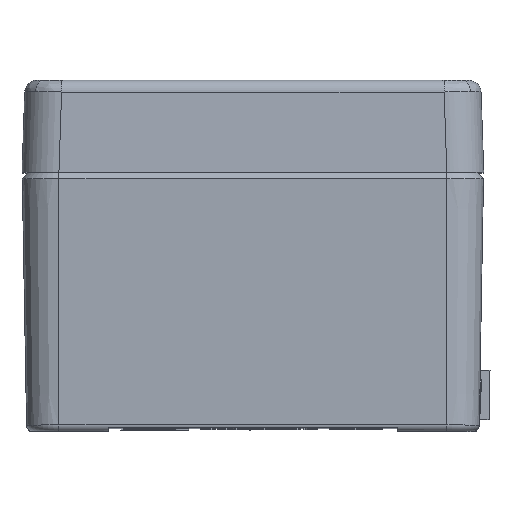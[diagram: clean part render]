
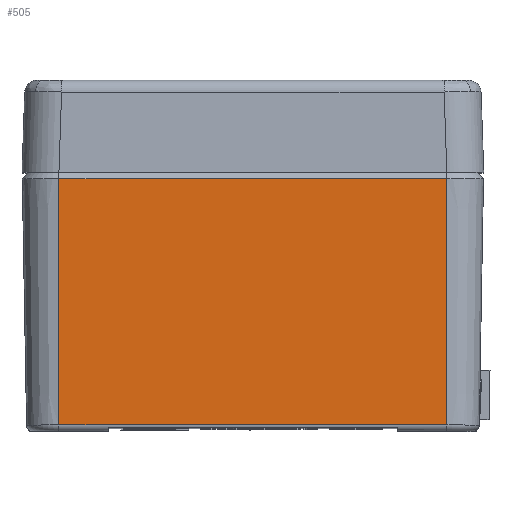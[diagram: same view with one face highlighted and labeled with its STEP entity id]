
A CAD part, top view. The second image highlights one B-rep face of the part: STEP entity #505.
In plain terms, the highlighted planar face has unit normal (0, -0.018, 1).
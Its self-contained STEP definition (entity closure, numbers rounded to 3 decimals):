
#505 = ADVANCED_FACE ( 'NONE', ( #2066 ), #2975, .T. ) ;
#751 = EDGE_CURVE ( 'NONE', #22973, #22969, #2232, .T. ) ;
#753 = EDGE_CURVE ( 'NONE', #22966, #22973, #2233, .T. ) ;
#754 = EDGE_CURVE ( 'NONE', #22966, #22964, #2234, .T. ) ;
#755 = EDGE_CURVE ( 'NONE', #22969, #22964, #2235, .T. ) ;
#1458 = EDGE_LOOP ( 'NONE', ( #5174, #5176, #5175, #5177 ) ) ;
#2066 = FACE_OUTER_BOUND ( 'NONE', #1458, .T. ) ;
#2232 = LINE ( 'NONE', #40661, #33373 ) ;
#2233 = LINE ( 'NONE', #40666, #33375 ) ;
#2234 = LINE ( 'NONE', #40668, #33377 ) ;
#2235 = LINE ( 'NONE', #40670, #33378 ) ;
#2975 = PLANE ( 'NONE',  #33174 ) ;
#2976 = CARTESIAN_POINT ( 'NONE',  ( -31.5, 0., 40. ) ) ;
#2977 = DIRECTION ( 'NONE',  ( 0., -0.017, 1. ) ) ;
#2978 = DIRECTION ( 'NONE',  ( 0., -1., -0.017 ) ) ;
#5174 = ORIENTED_EDGE ( 'NONE', *, *, #754, .F. ) ;
#5175 = ORIENTED_EDGE ( 'NONE', *, *, #751, .T. ) ;
#5176 = ORIENTED_EDGE ( 'NONE', *, *, #753, .T. ) ;
#5177 = ORIENTED_EDGE ( 'NONE', *, *, #755, .T. ) ;
#22964 = VERTEX_POINT ( 'NONE', #31817 ) ;
#22966 = VERTEX_POINT ( 'NONE', #31818 ) ;
#22969 = VERTEX_POINT ( 'NONE', #31819 ) ;
#22973 = VERTEX_POINT ( 'NONE', #31821 ) ;
#31817 = CARTESIAN_POINT ( 'NONE',  ( -31.5, -2.5, 39.956 ) ) ;
#31818 = CARTESIAN_POINT ( 'NONE',  ( -31.5, -42.517, 39.258 ) ) ;
#31819 = CARTESIAN_POINT ( 'NONE',  ( 31.5, -2.5, 39.956 ) ) ;
#31821 = CARTESIAN_POINT ( 'NONE',  ( 31.5, -42.517, 39.258 ) ) ;
#33174 = AXIS2_PLACEMENT_3D ( 'NONE', #2976, #2977, #2978 ) ;
#33373 = VECTOR ( 'NONE', #40662, 1000. ) ;
#33375 = VECTOR ( 'NONE', #40667, 1000. ) ;
#33377 = VECTOR ( 'NONE', #40669, 1000. ) ;
#33378 = VECTOR ( 'NONE', #40671, 1000. ) ;
#40661 = CARTESIAN_POINT ( 'NONE',  ( 31.5, 0., 40. ) ) ;
#40662 = DIRECTION ( 'NONE',  ( 0., 1., 0.017 ) ) ;
#40666 = CARTESIAN_POINT ( 'NONE',  ( -31.5, -42.517, 39.258 ) ) ;
#40667 = DIRECTION ( 'NONE',  ( 1., 0., 0. ) ) ;
#40668 = CARTESIAN_POINT ( 'NONE',  ( -31.5, 0., 40. ) ) ;
#40669 = DIRECTION ( 'NONE',  ( 0., 1., 0.017 ) ) ;
#40670 = CARTESIAN_POINT ( 'NONE',  ( -31.5, -2.5, 39.956 ) ) ;
#40671 = DIRECTION ( 'NONE',  ( -1., 0., 0. ) ) ;
